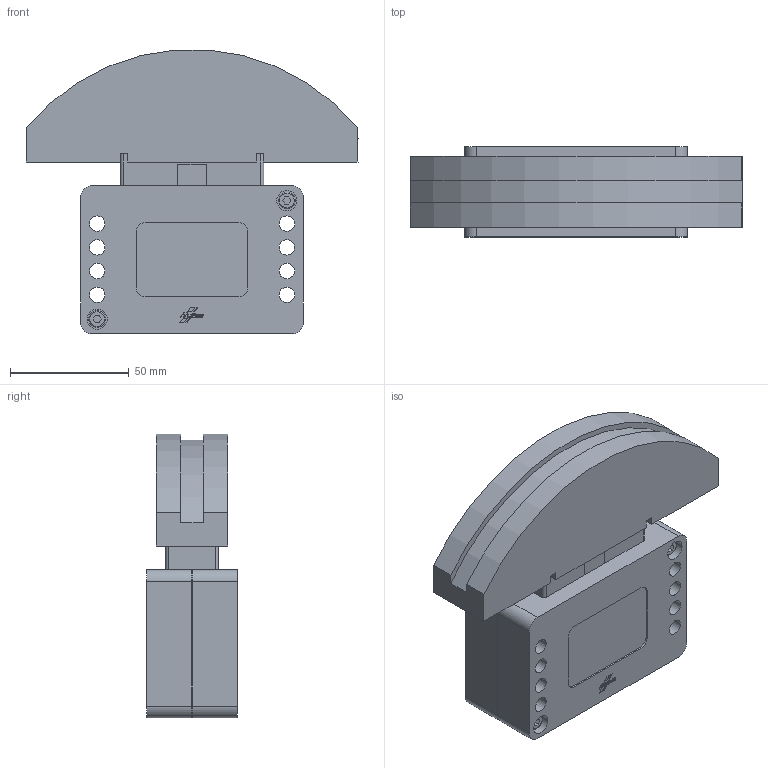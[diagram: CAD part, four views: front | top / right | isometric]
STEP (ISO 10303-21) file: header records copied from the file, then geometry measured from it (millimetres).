
FILE_DESCRIPTION(('STEP AP214'),'1');
FILE_NAME('cctmp_78F2B45E-0252-4A2D-9C09-1620E6CF0139_2023_6_23_12_12_48_98..stp','2023-06-23T10:12:48',('Murtfeldt Kunststoffe GmbH & Co.KG'),('CADClick - www.CADClick.com'),'Spatial InterOp 3D',' ','unknown authorization');
FILE_SCHEMA(('AUTOMOTIVE_DESIGN'));
Length unit declared in the file: millimetre
Products named in the file (1): 1
Bounding box: 140 x 38 x 119.7 mm (x, y, z)
Volume: 376367 mm3; surface area: 68556.9 mm2
Topology: 3 solids, 5 shells, 369 faces, 986 edges, 645 vertices
Faces by surface type: plane 181, cylinder 158, torus 16, cone 14
Entity records: 14582 total; most frequent: DIRECTION 2076, CARTESIAN_POINT 1993, ORIENTED_EDGE 1952, EDGE_CURVE 976, AXIS2_PLACEMENT_3D 728, VERTEX_POINT 645, LINE 620, VECTOR 620
